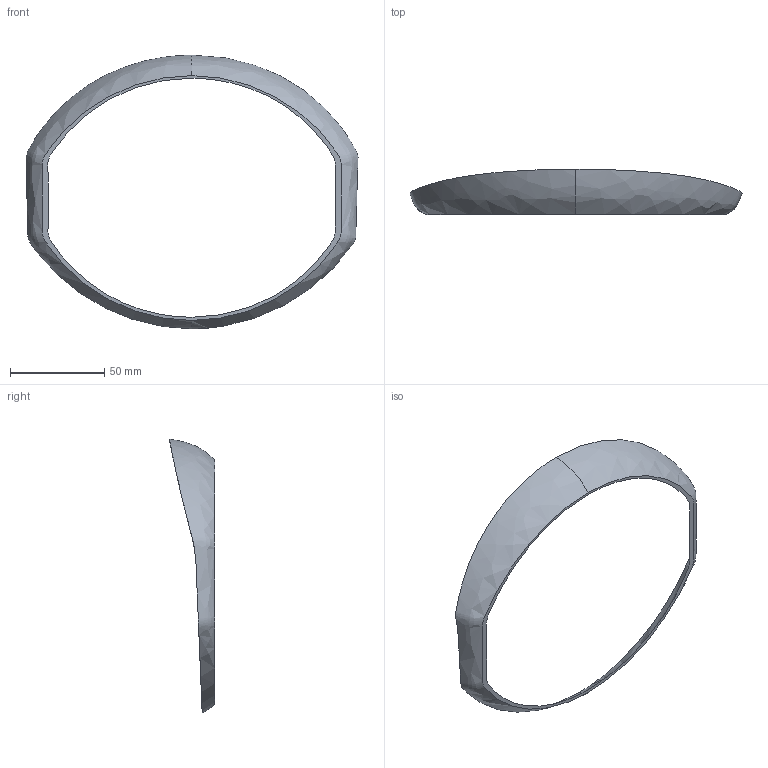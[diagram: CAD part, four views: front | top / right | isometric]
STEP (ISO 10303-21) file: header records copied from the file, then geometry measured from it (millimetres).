
FILE_DESCRIPTION (( 'STEP AP203' ), '1' );
FILE_NAME ('hizam_Défaut_sldprt.STEP', '2022-07-18T00:17:33', ( '' ), ( '' ), 'SwSTEP 2.0', 'SolidWorks 2021', '' );
FILE_SCHEMA (( 'CONFIG_CONTROL_DESIGN' ));
Length unit declared in the file: millimetre
Products named in the file (1): hizam_Défaut_sldprt
Bounding box: 175.92 x 24 x 145.01 mm (x, y, z)
Volume: 7411.6 mm3; surface area: 17178 mm2
Topology: 1 solids, 1 shells, 9 faces, 32 edges, 24 vertices
Faces by surface type: bspline 4, cylinder 3, plane 2
Entity records: 18151 total; most frequent: CARTESIAN_POINT 17826, ORIENTED_EDGE 64, DIRECTION 34, EDGE_CURVE 32, VERTEX_POINT 24, B_SPLINE_CURVE_WITH_KNOTS 18, AXIS2_PLACEMENT_3D 14, EDGE_LOOP 10
